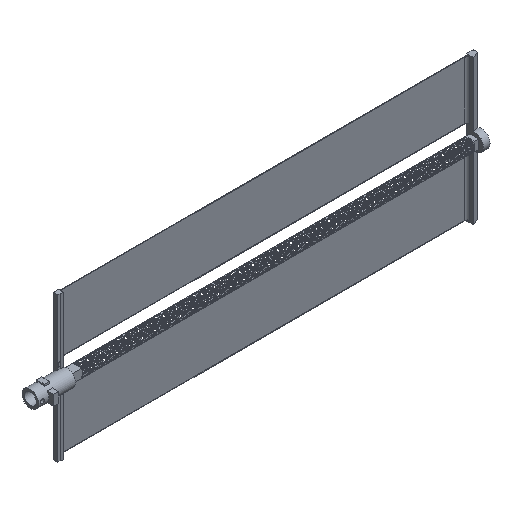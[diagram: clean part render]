
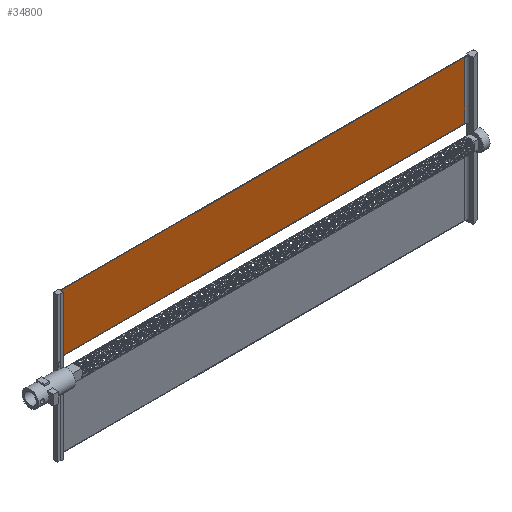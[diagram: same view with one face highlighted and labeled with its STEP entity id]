
A CAD part, isometric view. The second image highlights one B-rep face of the part: STEP entity #34800.
In plain terms, the highlighted planar face has unit normal (0, -1, 0).
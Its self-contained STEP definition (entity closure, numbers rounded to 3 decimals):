
#2364=FACE_OUTER_BOUND('',#4703,.T.);
#4703=EDGE_LOOP('',(#31413,#31414,#31415,#31416));
#9421=LINE('',#53729,#14190);
#9423=LINE('',#53735,#14192);
#9424=LINE('',#53737,#14193);
#9425=LINE('',#53738,#14194);
#14190=VECTOR('',#44308,10.);
#14192=VECTOR('',#44314,10.);
#14193=VECTOR('',#44315,10.);
#14194=VECTOR('',#44316,10.);
#17176=VERTEX_POINT('',#53726);
#17177=VERTEX_POINT('',#53728);
#17179=VERTEX_POINT('',#53734);
#17180=VERTEX_POINT('',#53736);
#21939=EDGE_CURVE('',#17176,#17177,#9421,.T.);
#21942=EDGE_CURVE('',#17176,#17179,#9423,.T.);
#21943=EDGE_CURVE('',#17180,#17179,#9424,.T.);
#21944=EDGE_CURVE('',#17180,#17177,#9425,.T.);
#31413=ORIENTED_EDGE('',*,*,#21939,.F.);
#31414=ORIENTED_EDGE('',*,*,#21942,.T.);
#31415=ORIENTED_EDGE('',*,*,#21943,.F.);
#31416=ORIENTED_EDGE('',*,*,#21944,.T.);
#33203=PLANE('',#36429);
#34800=ADVANCED_FACE('',(#2364),#33203,.T.);
#36429=AXIS2_PLACEMENT_3D('',#53733,#44312,#44313);
#44308=DIRECTION('',(0.,0.,-1.));
#44312=DIRECTION('center_axis',(0.,-1.,0.));
#44313=DIRECTION('ref_axis',(0.,0.,-1.));
#44314=DIRECTION('',(-1.,0.,0.));
#44315=DIRECTION('',(0.,0.,1.));
#44316=DIRECTION('',(1.,0.,0.));
#53726=CARTESIAN_POINT('',(331.912,-226.706,62.04));
#53728=CARTESIAN_POINT('',(331.912,-226.706,16.32));
#53729=CARTESIAN_POINT('',(331.912,-226.706,34.1));
#53733=CARTESIAN_POINT('Origin',(238.3,-226.706,62.04));
#53734=CARTESIAN_POINT('',(14.3,-226.706,62.04));
#53735=CARTESIAN_POINT('',(20.3,-226.706,62.04));
#53736=CARTESIAN_POINT('',(14.3,-226.706,16.32));
#53737=CARTESIAN_POINT('',(14.3,-226.706,34.1));
#53738=CARTESIAN_POINT('',(238.3,-226.706,16.32));
